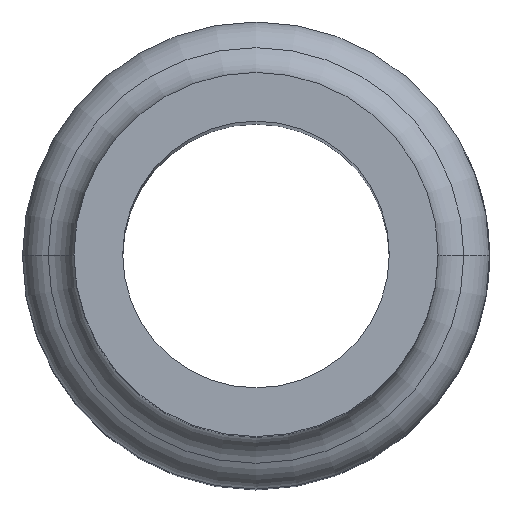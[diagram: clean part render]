
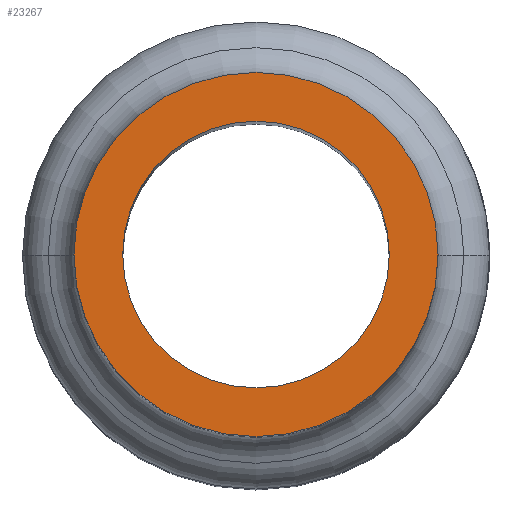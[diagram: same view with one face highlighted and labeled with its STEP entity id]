
A CAD part, top view. The second image highlights one B-rep face of the part: STEP entity #23267.
In plain terms, the highlighted planar face has unit normal (0, 0, 1).
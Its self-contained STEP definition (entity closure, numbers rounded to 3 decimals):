
#636 = DIRECTION ( 'NONE',  ( -1., 0., 0. ) ) ;
#2678 = DIRECTION ( 'NONE',  ( 0., 0., 1. ) ) ;
#3152 = CARTESIAN_POINT ( 'NONE',  ( 0., 0., 0. ) ) ;
#3556 = VERTEX_POINT ( 'NONE', #4665 ) ;
#4000 = EDGE_CURVE ( 'NONE', #24521, #6715, #13941, .T. ) ;
#4102 = VERTEX_POINT ( 'NONE', #14623 ) ;
#4579 = PLANE ( 'NONE',  #14708 ) ;
#4638 = ORIENTED_EDGE ( 'NONE', *, *, #23329, .T. ) ;
#4665 = CARTESIAN_POINT ( 'NONE',  ( 13.45, 0., 0. ) ) ;
#4853 = CIRCLE ( 'NONE', #18868, 9.85 ) ;
#5750 = CARTESIAN_POINT ( 'NONE',  ( 0., 0., 0. ) ) ;
#6459 = AXIS2_PLACEMENT_3D ( 'NONE', #24021, #21578, #11469 ) ;
#6618 = CARTESIAN_POINT ( 'NONE',  ( 0., 10.85, 0. ) ) ;
#6715 = VERTEX_POINT ( 'NONE', #8106 ) ;
#6729 = CIRCLE ( 'NONE', #24190, 13.45 ) ;
#8106 = CARTESIAN_POINT ( 'NONE',  ( -9.85, 0., 0. ) ) ;
#8160 = ORIENTED_EDGE ( 'NONE', *, *, #16135, .F. ) ;
#9450 = CIRCLE ( 'NONE', #26909, 13.45 ) ;
#11469 = DIRECTION ( 'NONE',  ( 1., 0., 0. ) ) ;
#12683 = EDGE_LOOP ( 'NONE', ( #13977, #8160 ) ) ;
#12937 = DIRECTION ( 'NONE',  ( 0., 0., -1. ) ) ;
#13624 = CARTESIAN_POINT ( 'NONE',  ( 0., 0., 0. ) ) ;
#13649 = ORIENTED_EDGE ( 'NONE', *, *, #20383, .T. ) ;
#13672 = CARTESIAN_POINT ( 'NONE',  ( 9.85, 0., 0. ) ) ;
#13699 = DIRECTION ( 'NONE',  ( 0., 0., 1. ) ) ;
#13941 = CIRCLE ( 'NONE', #6459, 9.85 ) ;
#13977 = ORIENTED_EDGE ( 'NONE', *, *, #4000, .F. ) ;
#13987 = DIRECTION ( 'NONE',  ( 1., 0., 0. ) ) ;
#14623 = CARTESIAN_POINT ( 'NONE',  ( -13.45, 0., 0. ) ) ;
#14708 = AXIS2_PLACEMENT_3D ( 'NONE', #6618, #12937, #636 ) ;
#16135 = EDGE_CURVE ( 'NONE', #6715, #24521, #4853, .T. ) ;
#18868 = AXIS2_PLACEMENT_3D ( 'NONE', #5750, #26386, #13987 ) ;
#20383 = EDGE_CURVE ( 'NONE', #4102, #3556, #6729, .T. ) ;
#21133 = FACE_BOUND ( 'NONE', #12683, .T. ) ;
#21578 = DIRECTION ( 'NONE',  ( 0., 0., 1. ) ) ;
#21938 = DIRECTION ( 'NONE',  ( 1., 0., 0. ) ) ;
#22011 = DIRECTION ( 'NONE',  ( 1., 0., 0. ) ) ;
#23267 = ADVANCED_FACE ( 'NONE', ( #21133, #25331 ), #4579, .F. ) ;
#23329 = EDGE_CURVE ( 'NONE', #3556, #4102, #9450, .T. ) ;
#24021 = CARTESIAN_POINT ( 'NONE',  ( 0., 0., 0. ) ) ;
#24190 = AXIS2_PLACEMENT_3D ( 'NONE', #3152, #13699, #22011 ) ;
#24521 = VERTEX_POINT ( 'NONE', #13672 ) ;
#24543 = EDGE_LOOP ( 'NONE', ( #4638, #13649 ) ) ;
#25331 = FACE_OUTER_BOUND ( 'NONE', #24543, .T. ) ;
#26386 = DIRECTION ( 'NONE',  ( 0., 0., 1. ) ) ;
#26909 = AXIS2_PLACEMENT_3D ( 'NONE', #13624, #2678, #21938 ) ;
